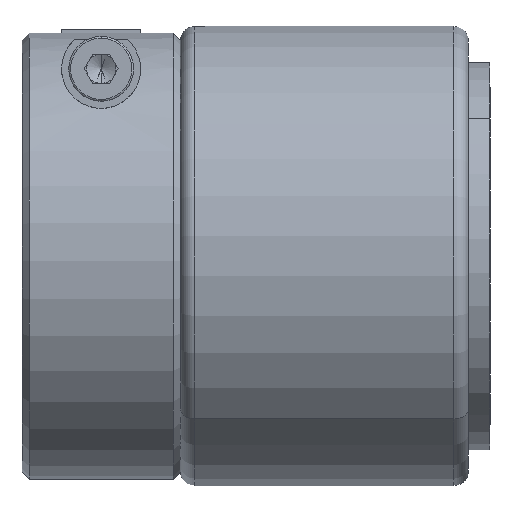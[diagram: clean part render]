
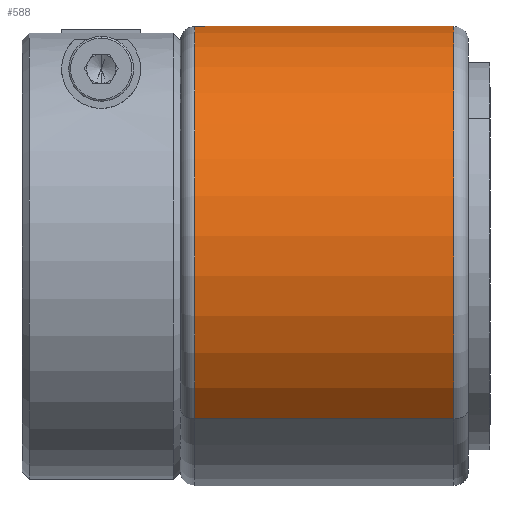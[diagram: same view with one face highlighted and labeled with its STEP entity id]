
A CAD part, left-side view. The second image highlights one B-rep face of the part: STEP entity #588.
In plain terms, the highlighted cylindrical face has radius 16 mm (diameter 32 mm), a partial arc.
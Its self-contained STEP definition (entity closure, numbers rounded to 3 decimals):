
#164 = CARTESIAN_POINT ( 'NONE',  ( 0., 20., -16. ) ) ;
#345 = EDGE_CURVE ( 'NONE', #2759, #2187, #3913, .T. ) ;
#378 = VERTEX_POINT ( 'NONE', #1247 ) ;
#385 = ORIENTED_EDGE ( 'NONE', *, *, #3730, .T. ) ;
#588 = ADVANCED_FACE ( 'NONE', ( #3047 ), #3928, .T. ) ;
#830 = VECTOR ( 'NONE', #2815, 1000. ) ;
#968 = CARTESIAN_POINT ( 'NONE',  ( 0., 1., -16. ) ) ;
#1194 = ORIENTED_EDGE ( 'NONE', *, *, #2286, .T. ) ;
#1247 = CARTESIAN_POINT ( 'NONE',  ( 0., 19., 16. ) ) ;
#1340 = DIRECTION ( 'NONE',  ( 0., 1., 0. ) ) ;
#1388 = DIRECTION ( 'NONE',  ( 0., 0., 1. ) ) ;
#1444 = CARTESIAN_POINT ( 'NONE',  ( 0., 20., 0. ) ) ;
#1779 = CARTESIAN_POINT ( 'NONE',  ( 0., 1., 16. ) ) ;
#1819 = EDGE_CURVE ( 'NONE', #378, #2047, #3718, .T. ) ;
#1833 = DIRECTION ( 'NONE',  ( 0., -1., 0. ) ) ;
#1974 = CARTESIAN_POINT ( 'NONE',  ( 0., 20., 16. ) ) ;
#2047 = VERTEX_POINT ( 'NONE', #1779 ) ;
#2053 = DIRECTION ( 'NONE',  ( 0., 0., 1. ) ) ;
#2187 = VERTEX_POINT ( 'NONE', #968 ) ;
#2242 = AXIS2_PLACEMENT_3D ( 'NONE', #4093, #4123, #2053 ) ;
#2286 = EDGE_CURVE ( 'NONE', #378, #2759, #4590, .T. ) ;
#2609 = ORIENTED_EDGE ( 'NONE', *, *, #345, .T. ) ;
#2733 = ORIENTED_EDGE ( 'NONE', *, *, #1819, .F. ) ;
#2759 = VERTEX_POINT ( 'NONE', #5028 ) ;
#2815 = DIRECTION ( 'NONE',  ( 0., -1., 0. ) ) ;
#3018 = DIRECTION ( 'NONE',  ( 0., 0., -1. ) ) ;
#3047 = FACE_OUTER_BOUND ( 'NONE', #3223, .T. ) ;
#3223 = EDGE_LOOP ( 'NONE', ( #2733, #1194, #2609, #385 ) ) ;
#3601 = AXIS2_PLACEMENT_3D ( 'NONE', #1444, #4657, #3018 ) ;
#3658 = CIRCLE ( 'NONE', #4347, 16. ) ;
#3718 = LINE ( 'NONE', #1974, #830 ) ;
#3730 = EDGE_CURVE ( 'NONE', #2187, #2047, #3658, .T. ) ;
#3789 = CARTESIAN_POINT ( 'NONE',  ( 0., 1., 0. ) ) ;
#3913 = LINE ( 'NONE', #164, #4536 ) ;
#3928 = CYLINDRICAL_SURFACE ( 'NONE', #3601, 16. ) ;
#4093 = CARTESIAN_POINT ( 'NONE',  ( 0., 19., 0. ) ) ;
#4123 = DIRECTION ( 'NONE',  ( 0., -1., 0. ) ) ;
#4347 = AXIS2_PLACEMENT_3D ( 'NONE', #3789, #1340, #1388 ) ;
#4536 = VECTOR ( 'NONE', #1833, 1000. ) ;
#4590 = CIRCLE ( 'NONE', #2242, 16. ) ;
#4657 = DIRECTION ( 'NONE',  ( 0., -1., 0. ) ) ;
#5028 = CARTESIAN_POINT ( 'NONE',  ( 0., 19., -16. ) ) ;
